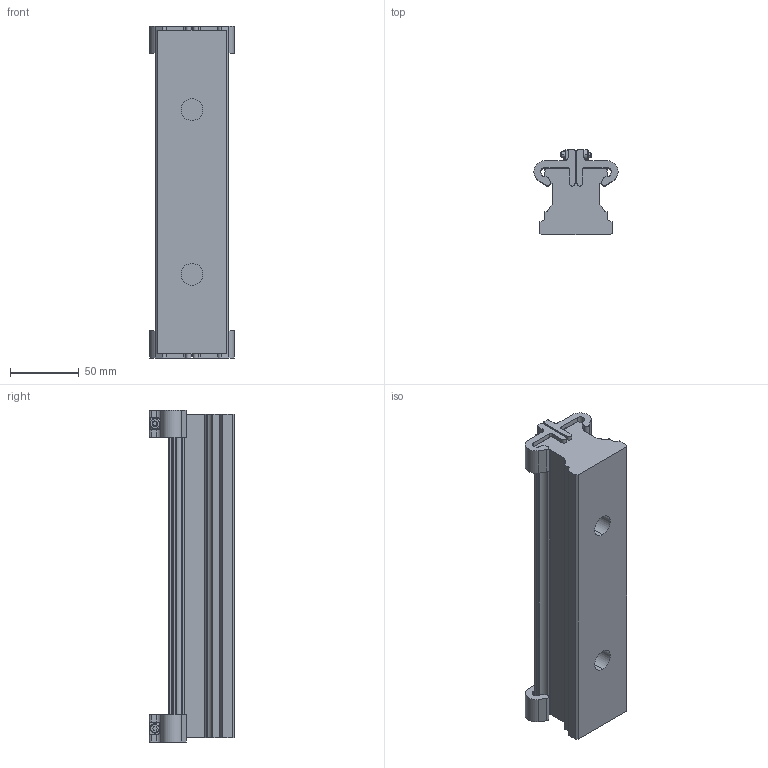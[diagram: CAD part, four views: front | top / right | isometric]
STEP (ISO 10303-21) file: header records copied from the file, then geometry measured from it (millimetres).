
FILE_DESCRIPTION (( 'STEP AP214' ), '1' );
FILE_NAME ('Rexroth-Ball-Rail-R160553461-236-58.step', '2020-07-02T11:08:35', ( '' ), ( '' ), 'SwSTEP 2.0', 'SolidWorks 2010', '' );
FILE_SCHEMA (( 'AUTOMOTIVE_DESIGN' ));
Length unit declared in the file: millimetre
Products named in the file (4): Rexroth-Ball-Rail-R160553461-236-58_Rail-1605-55-Coverstrip-BoschRexroth; Rexroth-Cover-Strip-1619-539-20-236_CoverStrip-Rail-1605-55-BoschRexroth; Rexroth-Strip-Holder-1619-539-50; Rexroth-Ball-Rail-R160553461-236-58
Assembly tree (4 placements, depth 2):
  Rexroth-Ball-Rail-R160553461-236-58
    Rexroth-Strip-Holder-1619-539-50  x2
    Rexroth-Ball-Rail-R160553461-236-58_Rail-1605-55-Coverstrip-BoschRexroth
    Rexroth-Cover-Strip-1619-539-20-236_CoverStrip-Rail-1605-55-BoschRexroth
Bounding box: 61.4 x 62.15 x 242 mm (x, y, z)
Volume: 472260.7 mm3; surface area: 93746.2 mm2
Topology: 4 solids, 4 shells, 284 faces, 770 edges, 508 vertices
Faces by surface type: plane 138, cylinder 124, cone 12, torus 8, bspline 2
Entity records: 6414 total; most frequent: CARTESIAN_POINT 1539, DIRECTION 1013, ORIENTED_EDGE 992, EDGE_CURVE 496, AXIS2_PLACEMENT_3D 364, VERTEX_POINT 328, VECTOR 285, LINE 285
